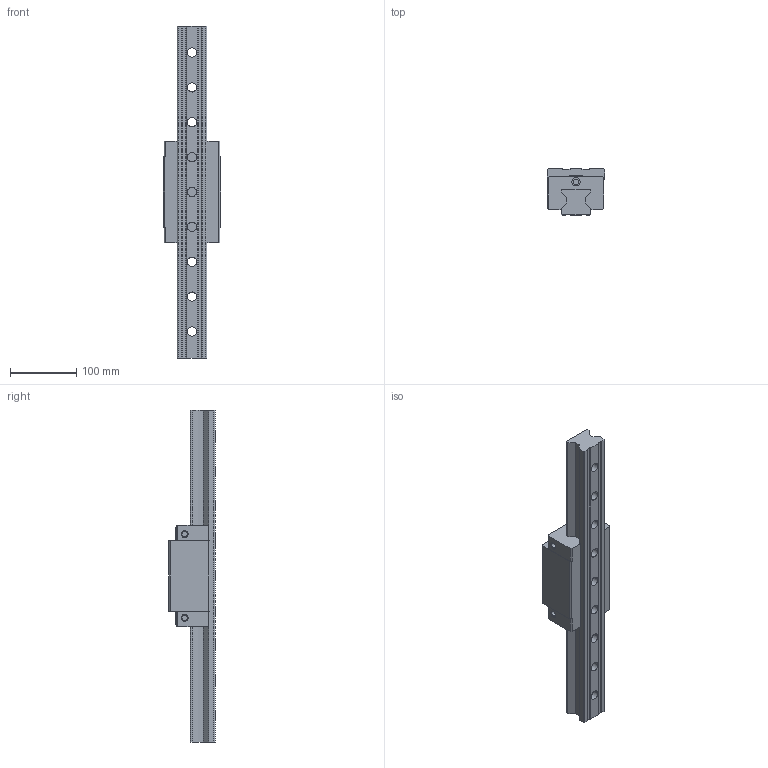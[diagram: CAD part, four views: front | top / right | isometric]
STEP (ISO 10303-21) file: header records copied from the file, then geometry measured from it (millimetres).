
FILE_DESCRIPTION((''),'2;1');
FILE_NAME('RGH45CA_ASM','2006-08-29T',('vincent'),(''),'PRO/ENGINEER BY PARAMETRIC TECHNOLOGY CORPORATION, 2004360','PRO/ENGINEER BY PARAMETRIC TECHNOLOGY CORPORATION, 2004360','');
FILE_SCHEMA(('CONFIG_CONTROL_DESIGN'));
Length unit declared in the file: millimetre
Products named in the file (3): RGH45CA_BLOCK; RGR45_RAIL; RGH45CA_ASM
Assembly tree (2 placements, depth 2):
  RGH45CA_ASM
    RGH45CA_BLOCK
    RGR45_RAIL
Bounding box: 86 x 70 x 500 mm (x, y, z)
Volume: 1219525.4 mm3; surface area: 173888.3 mm2
Topology: 2 solids, 2 shells, 199 faces, 484 edges, 316 vertices
Faces by surface type: plane 107, cylinder 72, cone 20
Entity records: 5971 total; most frequent: DIRECTION 1056, CARTESIAN_POINT 1004, ORIENTED_EDGE 968, EDGE_CURVE 484, AXIS2_PLACEMENT_3D 368, VECTOR 320, LINE 320, VERTEX_POINT 316
